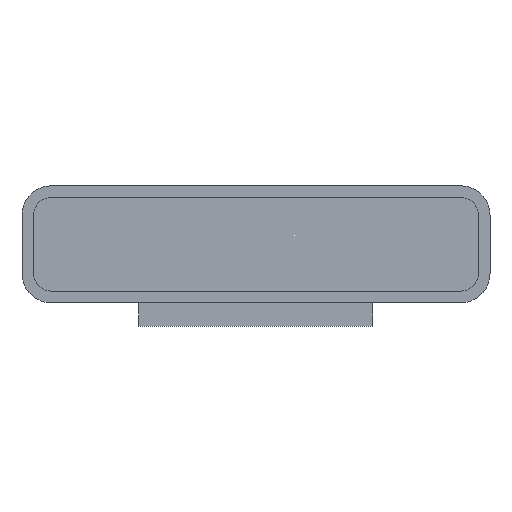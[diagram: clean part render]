
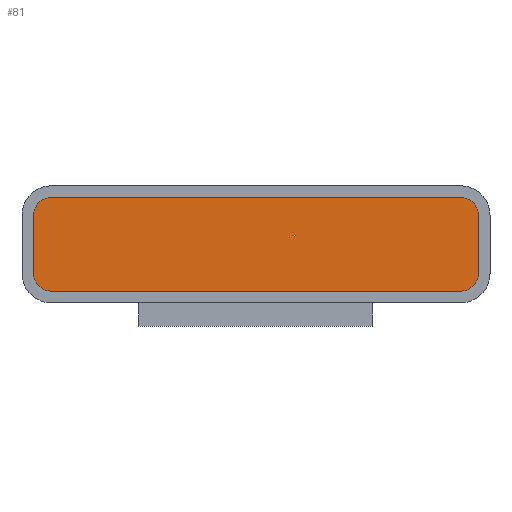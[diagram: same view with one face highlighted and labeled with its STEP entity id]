
A CAD part, front view. The second image highlights one B-rep face of the part: STEP entity #81.
In plain terms, the highlighted planar face has unit normal (0, -1, 0).
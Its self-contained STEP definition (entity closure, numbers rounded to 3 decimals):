
#81 = ADVANCED_FACE( '', ( #177 ), #178, .F. );
#177 = FACE_OUTER_BOUND( '', #286, .T. );
#178 = PLANE( '', #287 );
#286 = EDGE_LOOP( '', ( #452, #453, #454, #455, #456, #457, #458, #459 ) );
#287 = AXIS2_PLACEMENT_3D( '', #460, #461, #462 );
#452 = ORIENTED_EDGE( '', *, *, #679, .F. );
#453 = ORIENTED_EDGE( '', *, *, #706, .F. );
#454 = ORIENTED_EDGE( '', *, *, #701, .F. );
#455 = ORIENTED_EDGE( '', *, *, #707, .F. );
#456 = ORIENTED_EDGE( '', *, *, #708, .F. );
#457 = ORIENTED_EDGE( '', *, *, #709, .F. );
#458 = ORIENTED_EDGE( '', *, *, #710, .F. );
#459 = ORIENTED_EDGE( '', *, *, #711, .F. );
#460 = CARTESIAN_POINT( '', ( -1.75, -24.995, -0.25 ) );
#461 = DIRECTION( '', ( 0., 1., 0. ) );
#462 = DIRECTION( '', ( 0., 0., 1. ) );
#679 = EDGE_CURVE( '', #812, #813, #814, .T. );
#701 = EDGE_CURVE( '', #850, #851, #852, .T. );
#706 = EDGE_CURVE( '', #851, #812, #859, .T. );
#707 = EDGE_CURVE( '', #860, #850, #861, .T. );
#708 = EDGE_CURVE( '', #862, #860, #863, .T. );
#709 = EDGE_CURVE( '', #864, #862, #865, .T. );
#710 = EDGE_CURVE( '', #866, #864, #867, .T. );
#711 = EDGE_CURVE( '', #813, #866, #868, .T. );
#812 = VERTEX_POINT( '', #1004 );
#813 = VERTEX_POINT( '', #1005 );
#814 = CIRCLE( '', #1006, 0.15 );
#850 = VERTEX_POINT( '', #1055 );
#851 = VERTEX_POINT( '', #1056 );
#852 = CIRCLE( '', #1057, 0.15 );
#859 = LINE( '', #1066, #1067 );
#860 = VERTEX_POINT( '', #1068 );
#861 = LINE( '', #1069, #1070 );
#862 = VERTEX_POINT( '', #1071 );
#863 = CIRCLE( '', #1072, 0.15 );
#864 = VERTEX_POINT( '', #1073 );
#865 = LINE( '', #1074, #1075 );
#866 = VERTEX_POINT( '', #1076 );
#867 = CIRCLE( '', #1077, 0.15 );
#868 = LINE( '', #1078, #1079 );
#1004 = CARTESIAN_POINT( '', ( -1.75, -24.995, -0.4 ) );
#1005 = CARTESIAN_POINT( '', ( -1.9, -24.995, -0.25 ) );
#1006 = AXIS2_PLACEMENT_3D( '', #1199, #1200, #1201 );
#1055 = CARTESIAN_POINT( '', ( 1.9, -24.995, -0.25 ) );
#1056 = CARTESIAN_POINT( '', ( 1.75, -24.995, -0.4 ) );
#1057 = AXIS2_PLACEMENT_3D( '', #1224, #1225, #1226 );
#1066 = CARTESIAN_POINT( '', ( 1.75, -24.995, -0.4 ) );
#1067 = VECTOR( '', #1232, 1000. );
#1068 = CARTESIAN_POINT( '', ( 1.9, -24.995, 0.25 ) );
#1069 = CARTESIAN_POINT( '', ( 1.9, -24.995, 0.25 ) );
#1070 = VECTOR( '', #1233, 1000. );
#1071 = CARTESIAN_POINT( '', ( 1.75, -24.995, 0.4 ) );
#1072 = AXIS2_PLACEMENT_3D( '', #1234, #1235, #1236 );
#1073 = CARTESIAN_POINT( '', ( -1.75, -24.995, 0.4 ) );
#1074 = CARTESIAN_POINT( '', ( -1.75, -24.995, 0.4 ) );
#1075 = VECTOR( '', #1237, 1000. );
#1076 = CARTESIAN_POINT( '', ( -1.9, -24.995, 0.25 ) );
#1077 = AXIS2_PLACEMENT_3D( '', #1238, #1239, #1240 );
#1078 = CARTESIAN_POINT( '', ( -1.9, -24.995, -0.25 ) );
#1079 = VECTOR( '', #1241, 1000. );
#1199 = CARTESIAN_POINT( '', ( -1.75, -24.995, -0.25 ) );
#1200 = DIRECTION( '', ( 0., 1., 0. ) );
#1201 = DIRECTION( '', ( 1., 0., 0. ) );
#1224 = CARTESIAN_POINT( '', ( 1.75, -24.995, -0.25 ) );
#1225 = DIRECTION( '', ( 0., 1., 0. ) );
#1226 = DIRECTION( '', ( 1., 0., 0. ) );
#1232 = DIRECTION( '', ( -1., 0., 0. ) );
#1233 = DIRECTION( '', ( 0., 0., -1. ) );
#1234 = CARTESIAN_POINT( '', ( 1.75, -24.995, 0.25 ) );
#1235 = DIRECTION( '', ( 0., 1., 0. ) );
#1236 = DIRECTION( '', ( -1., 0., 0. ) );
#1237 = DIRECTION( '', ( 1., 0., 0. ) );
#1238 = CARTESIAN_POINT( '', ( -1.75, -24.995, 0.25 ) );
#1239 = DIRECTION( '', ( 0., 1., 0. ) );
#1240 = DIRECTION( '', ( 1., 0., 0. ) );
#1241 = DIRECTION( '', ( 0., 0., 1. ) );
